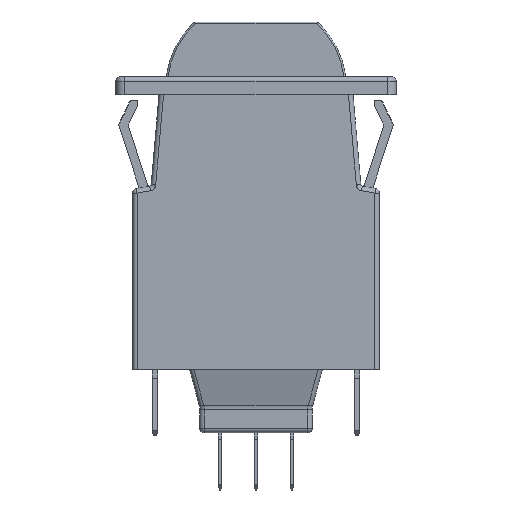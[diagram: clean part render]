
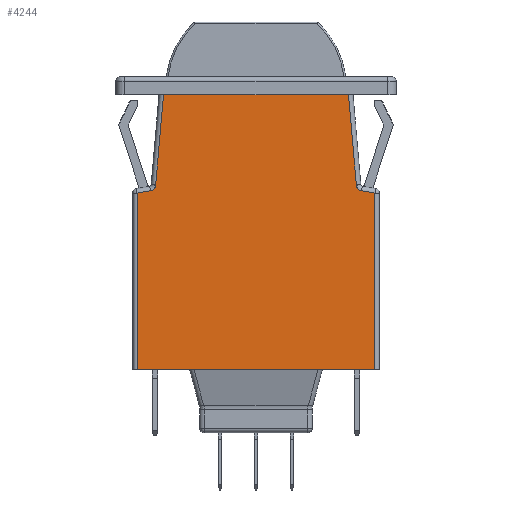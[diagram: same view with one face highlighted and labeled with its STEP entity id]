
A CAD part, left-side view. The second image highlights one B-rep face of the part: STEP entity #4244.
In plain terms, the highlighted planar face has unit normal (-1, 0, 0).
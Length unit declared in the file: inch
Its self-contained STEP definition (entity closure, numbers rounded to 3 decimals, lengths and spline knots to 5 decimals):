
#1 = CARTESIAN_POINT ( 'NONE',  ( -0.34, 0.6625, -0.54766 ) ) ;
#525 = CARTESIAN_POINT ( 'NONE',  ( -0.34, -0.6625, -0.54766 ) ) ;
#1077 = LINE ( 'NONE', #1, #16941 ) ;
#1605 = LINE ( 'NONE', #7597, #13640 ) ;
#1612 = CARTESIAN_POINT ( 'NONE',  ( -0.34, 0.59375, -0.5 ) ) ;
#1724 = ORIENTED_EDGE ( 'NONE', *, *, #6603, .T. ) ;
#1735 = VECTOR ( 'NONE', #19767, 39.37008 ) ;
#1907 = DIRECTION ( 'NONE',  ( 0., 0.087, 0.996 ) ) ;
#2360 = EDGE_CURVE ( 'NONE', #17956, #6223, #3215, .T. ) ;
#3215 = LINE ( 'NONE', #6887, #1735 ) ;
#3354 = PLANE ( 'NONE',  #22136 ) ;
#3794 = EDGE_CURVE ( 'NONE', #22358, #14610, #22759, .T. ) ;
#3971 = VECTOR ( 'NONE', #22104, 39.37008 ) ;
#4244 = ADVANCED_FACE ( 'NONE', ( #18143 ), #3354, .T. ) ;
#4978 = EDGE_CURVE ( 'NONE', #9129, #13757, #1077, .T. ) ;
#5562 = AXIS2_PLACEMENT_3D ( 'NONE', #8527, #8362, #23454 ) ;
#5709 = EDGE_CURVE ( 'NONE', #14610, #9956, #20635, .T. ) ;
#5778 = VERTEX_POINT ( 'NONE', #19298 ) ;
#6223 = VERTEX_POINT ( 'NONE', #23814 ) ;
#6228 = CARTESIAN_POINT ( 'NONE',  ( -0.34, 0.6625, -1.53 ) ) ;
#6603 = EDGE_CURVE ( 'NONE', #13757, #5778, #20910, .T. ) ;
#6784 = ORIENTED_EDGE ( 'NONE', *, *, #23793, .F. ) ;
#6867 = VECTOR ( 'NONE', #13461, 39.37008 ) ;
#6887 = CARTESIAN_POINT ( 'NONE',  ( -0.34, 0.55888, -0.50305 ) ) ;
#7109 = CARTESIAN_POINT ( 'NONE',  ( -0.34, 0.54, 0. ) ) ;
#7387 = DIRECTION ( 'NONE',  ( 0., 0.985, -0.174 ) ) ;
#7597 = CARTESIAN_POINT ( 'NONE',  ( -0.34, -0.51509, -0.00218 ) ) ;
#7726 = VERTEX_POINT ( 'NONE', #19695 ) ;
#8087 = LINE ( 'NONE', #7109, #3971 ) ;
#8362 = DIRECTION ( 'NONE',  ( 1., 0., 0. ) ) ;
#8460 = CIRCLE ( 'NONE', #21114, 0.035 ) ;
#8527 = CARTESIAN_POINT ( 'NONE',  ( -0.34, -0.59375, -0.5 ) ) ;
#8849 = DIRECTION ( 'NONE',  ( -1., 0., 0. ) ) ;
#8947 = EDGE_CURVE ( 'NONE', #6223, #9129, #8460, .T. ) ;
#9007 = EDGE_LOOP ( 'NONE', ( #21063, #16381, #13904, #20731, #11291, #23083, #1724, #6784, #22637, #9038 ) ) ;
#9038 = ORIENTED_EDGE ( 'NONE', *, *, #5709, .T. ) ;
#9129 = VERTEX_POINT ( 'NONE', #23288 ) ;
#9131 = CARTESIAN_POINT ( 'NONE',  ( -0.34, -0.58767, -0.53447 ) ) ;
#9210 = EDGE_CURVE ( 'NONE', #9956, #7726, #23681, .T. ) ;
#9737 = CARTESIAN_POINT ( 'NONE',  ( -0.34, -0.5149, 0. ) ) ;
#9917 = EDGE_CURVE ( 'NONE', #17956, #18933, #8087, .T. ) ;
#9956 = VERTEX_POINT ( 'NONE', #9131 ) ;
#10058 = EDGE_CURVE ( 'NONE', #7726, #18933, #1605, .T. ) ;
#10737 = DIRECTION ( 'NONE',  ( 0., 0., 1. ) ) ;
#11291 = ORIENTED_EDGE ( 'NONE', *, *, #8947, .T. ) ;
#11335 = CARTESIAN_POINT ( 'NONE',  ( -0.34, 0.5149, 0. ) ) ;
#11793 = CARTESIAN_POINT ( 'NONE',  ( -0.34, -0.6625, -1.53 ) ) ;
#12138 = VECTOR ( 'NONE', #19360, 39.37008 ) ;
#12764 = VECTOR ( 'NONE', #15526, 39.37008 ) ;
#12774 = CARTESIAN_POINT ( 'NONE',  ( -0.34, -0.59375, -0.5 ) ) ;
#13461 = DIRECTION ( 'NONE',  ( 0., 0.985, 0.174 ) ) ;
#13625 = CARTESIAN_POINT ( 'NONE',  ( -0.34, -0.58767, -0.53447 ) ) ;
#13640 = VECTOR ( 'NONE', #1907, 39.37008 ) ;
#13757 = VERTEX_POINT ( 'NONE', #18936 ) ;
#13904 = ORIENTED_EDGE ( 'NONE', *, *, #9917, .F. ) ;
#14610 = VERTEX_POINT ( 'NONE', #23709 ) ;
#15526 = DIRECTION ( 'NONE',  ( 0., 0., 1. ) ) ;
#15532 = DIRECTION ( 'NONE',  ( 0., 1., 0. ) ) ;
#16381 = ORIENTED_EDGE ( 'NONE', *, *, #10058, .T. ) ;
#16941 = VECTOR ( 'NONE', #7387, 39.37008 ) ;
#17272 = CARTESIAN_POINT ( 'NONE',  ( -0.34, 0.6875, -1.53 ) ) ;
#17755 = VECTOR ( 'NONE', #15532, 39.37008 ) ;
#17956 = VERTEX_POINT ( 'NONE', #11335 ) ;
#18143 = FACE_OUTER_BOUND ( 'NONE', #9007, .T. ) ;
#18933 = VERTEX_POINT ( 'NONE', #9737 ) ;
#18936 = CARTESIAN_POINT ( 'NONE',  ( -0.34, 0.6625, -0.54766 ) ) ;
#19298 = CARTESIAN_POINT ( 'NONE',  ( -0.34, 0.6625, -1.53 ) ) ;
#19360 = DIRECTION ( 'NONE',  ( 0., 0., -1. ) ) ;
#19695 = CARTESIAN_POINT ( 'NONE',  ( -0.34, -0.55888, -0.50305 ) ) ;
#19767 = DIRECTION ( 'NONE',  ( 0., 0.087, -0.996 ) ) ;
#20635 = LINE ( 'NONE', #13625, #6867 ) ;
#20731 = ORIENTED_EDGE ( 'NONE', *, *, #2360, .T. ) ;
#20910 = LINE ( 'NONE', #6228, #12138 ) ;
#21063 = ORIENTED_EDGE ( 'NONE', *, *, #9210, .T. ) ;
#21114 = AXIS2_PLACEMENT_3D ( 'NONE', #1612, #24193, #24028 ) ;
#22104 = DIRECTION ( 'NONE',  ( 0., -1., 0. ) ) ;
#22136 = AXIS2_PLACEMENT_3D ( 'NONE', #12774, #8849, #10737 ) ;
#22358 = VERTEX_POINT ( 'NONE', #11793 ) ;
#22637 = ORIENTED_EDGE ( 'NONE', *, *, #3794, .T. ) ;
#22735 = LINE ( 'NONE', #17272, #17755 ) ;
#22759 = LINE ( 'NONE', #525, #12764 ) ;
#23083 = ORIENTED_EDGE ( 'NONE', *, *, #4978, .T. ) ;
#23288 = CARTESIAN_POINT ( 'NONE',  ( -0.34, 0.58767, -0.53447 ) ) ;
#23454 = DIRECTION ( 'NONE',  ( 0., 0., 1. ) ) ;
#23681 = CIRCLE ( 'NONE', #5562, 0.035 ) ;
#23709 = CARTESIAN_POINT ( 'NONE',  ( -0.34, -0.6625, -0.54766 ) ) ;
#23793 = EDGE_CURVE ( 'NONE', #22358, #5778, #22735, .T. ) ;
#23814 = CARTESIAN_POINT ( 'NONE',  ( -0.34, 0.55888, -0.50305 ) ) ;
#24028 = DIRECTION ( 'NONE',  ( 0., 0., 1. ) ) ;
#24193 = DIRECTION ( 'NONE',  ( 1., 0., 0. ) ) ;
